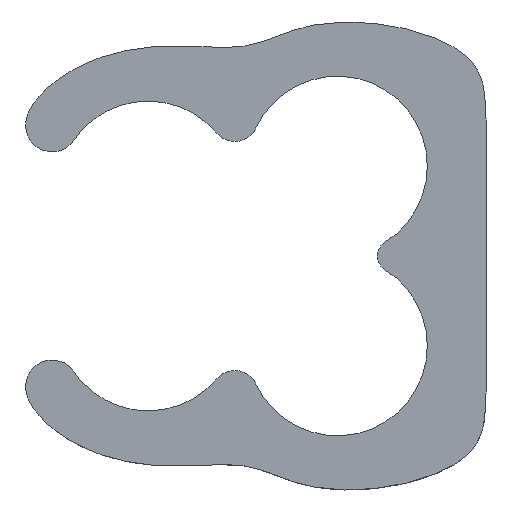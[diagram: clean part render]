
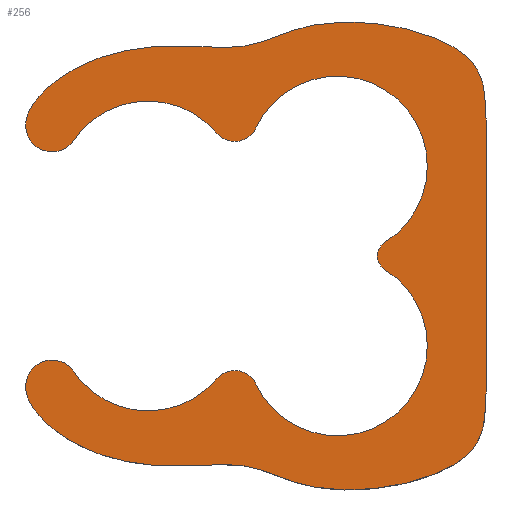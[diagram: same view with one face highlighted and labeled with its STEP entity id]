
A CAD part, left-side view. The second image highlights one B-rep face of the part: STEP entity #256.
In plain terms, the highlighted planar face has unit normal (-1, 0, 0).
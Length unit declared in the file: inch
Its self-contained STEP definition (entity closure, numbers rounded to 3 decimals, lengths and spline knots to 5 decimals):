
#21=PLANE('',#301);
#22=(
BOUNDED_CURVE()
B_SPLINE_CURVE(5,(#497,#498,#499,#500,#501,#502,#503,#504,#505,#506,#507,
#508,#509,#510,#511,#512,#513,#514,#515,#516,#517,#518,#519,#520,#521,#522,
#523,#524,#525,#526),.UNSPECIFIED.,.F.,.F.)
B_SPLINE_CURVE_WITH_KNOTS((6,1,1,1,1,1,1,1,1,1,1,1,1,1,1,1,1,1,1,1,1,1,
1,1,1,6),(0.,0.04,0.08,0.12,0.16,0.2,0.24,0.28,0.32,0.36,0.4,0.44,0.48,
0.52,0.56,0.6,0.64,0.68,0.72,0.76,0.8,0.84,0.88,0.92,0.96,1.),
 .UNSPECIFIED.)
CURVE()
GEOMETRIC_REPRESENTATION_ITEM()
RATIONAL_B_SPLINE_CURVE((1.,1.,1.,1.,1.,1.,1.,1.,1.,1.,1.,1.,1.,1.,1.,1.,
1.,1.,1.,1.,1.,1.,1.,1.,1.,1.,1.,1.,1.,1.))
REPRESENTATION_ITEM('')
);
#24=(
BOUNDED_CURVE()
B_SPLINE_CURVE(5,(#626,#627,#628,#629,#630,#631,#632,#633,#634,#635,#636,
#637,#638,#639,#640,#641,#642,#643,#644,#645,#646,#647,#648,#649,#650,#651,
#652,#653,#654,#655),.UNSPECIFIED.,.F.,.F.)
B_SPLINE_CURVE_WITH_KNOTS((6,1,1,1,1,1,1,1,1,1,1,1,1,1,1,1,1,1,1,1,1,1,
1,1,1,6),(0.,0.04,0.08,0.12,0.16,0.2,0.24,0.28,0.32,0.36,0.4,0.44,0.48,
0.52,0.56,0.6,0.64,0.68,0.72,0.76,0.8,0.84,0.88,0.92,0.96,1.),
 .UNSPECIFIED.)
CURVE()
GEOMETRIC_REPRESENTATION_ITEM()
RATIONAL_B_SPLINE_CURVE((1.,1.,1.,1.,1.,1.,1.,1.,1.,1.,1.,1.,1.,1.,1.,1.,
1.,1.,1.,1.,1.,1.,1.,1.,1.,1.,1.,1.,1.,1.))
REPRESENTATION_ITEM('')
);
#41=FACE_OUTER_BOUND('',#55,.T.);
#55=EDGE_LOOP('',(#222,#223,#224,#225,#226,#227,#228,#229,#230,#231,#232,
#233));
#66=LINE('',#561,#80);
#80=VECTOR('',#367,0.3937);
#84=CIRCLE('',#273,0.08);
#86=CIRCLE('',#276,0.02089);
#88=CIRCLE('',#279,0.08);
#90=CIRCLE('',#282,0.01423);
#92=CIRCLE('',#285,0.08);
#94=CIRCLE('',#288,0.02089);
#96=CIRCLE('',#291,0.08);
#98=CIRCLE('',#294,0.02356);
#100=CIRCLE('',#298,0.02356);
#102=VERTEX_POINT('',#386);
#103=VERTEX_POINT('',#387);
#106=VERTEX_POINT('',#395);
#108=VERTEX_POINT('',#401);
#110=VERTEX_POINT('',#407);
#112=VERTEX_POINT('',#413);
#114=VERTEX_POINT('',#419);
#116=VERTEX_POINT('',#425);
#118=VERTEX_POINT('',#431);
#120=VERTEX_POINT('',#496);
#122=VERTEX_POINT('',#560);
#124=VERTEX_POINT('',#625);
#126=EDGE_CURVE('',#102,#103,#84,.T.);
#130=EDGE_CURVE('',#106,#103,#86,.T.);
#133=EDGE_CURVE('',#106,#108,#88,.T.);
#136=EDGE_CURVE('',#110,#108,#90,.T.);
#139=EDGE_CURVE('',#110,#112,#92,.T.);
#142=EDGE_CURVE('',#114,#112,#94,.T.);
#145=EDGE_CURVE('',#114,#116,#96,.T.);
#148=EDGE_CURVE('',#118,#116,#98,.T.);
#151=EDGE_CURVE('',#118,#120,#22,.T.);
#154=EDGE_CURVE('',#122,#120,#66,.T.);
#157=EDGE_CURVE('',#124,#122,#24,.T.);
#160=EDGE_CURVE('',#102,#124,#100,.T.);
#222=ORIENTED_EDGE('',*,*,#160,.F.);
#223=ORIENTED_EDGE('',*,*,#126,.T.);
#224=ORIENTED_EDGE('',*,*,#130,.F.);
#225=ORIENTED_EDGE('',*,*,#133,.T.);
#226=ORIENTED_EDGE('',*,*,#136,.F.);
#227=ORIENTED_EDGE('',*,*,#139,.T.);
#228=ORIENTED_EDGE('',*,*,#142,.F.);
#229=ORIENTED_EDGE('',*,*,#145,.T.);
#230=ORIENTED_EDGE('',*,*,#148,.F.);
#231=ORIENTED_EDGE('',*,*,#151,.T.);
#232=ORIENTED_EDGE('',*,*,#154,.F.);
#233=ORIENTED_EDGE('',*,*,#157,.F.);
#256=ADVANCED_FACE('',(#41),#21,.F.);
#273=AXIS2_PLACEMENT_3D('',#388,#309,#310);
#276=AXIS2_PLACEMENT_3D('',#396,#317,#318);
#279=AXIS2_PLACEMENT_3D('',#402,#324,#325);
#282=AXIS2_PLACEMENT_3D('',#408,#331,#332);
#285=AXIS2_PLACEMENT_3D('',#414,#338,#339);
#288=AXIS2_PLACEMENT_3D('',#420,#345,#346);
#291=AXIS2_PLACEMENT_3D('',#426,#352,#353);
#294=AXIS2_PLACEMENT_3D('',#432,#359,#360);
#298=AXIS2_PLACEMENT_3D('',#689,#373,#374);
#301=AXIS2_PLACEMENT_3D('',#692,#379,#380);
#309=DIRECTION('center_axis',(1.,0.,0.));
#310=DIRECTION('ref_axis',(0.,0.843,0.538));
#317=DIRECTION('center_axis',(1.,0.,0.));
#318=DIRECTION('ref_axis',(0.,-0.906,-0.424));
#324=DIRECTION('center_axis',(1.,0.,0.));
#325=DIRECTION('ref_axis',(0.,0.906,0.424));
#331=DIRECTION('center_axis',(1.,0.,0.));
#332=DIRECTION('ref_axis',(0.,0.528,-0.849));
#338=DIRECTION('center_axis',(1.,0.,0.));
#339=DIRECTION('ref_axis',(0.,-0.528,0.849));
#345=DIRECTION('center_axis',(1.,0.,0.));
#346=DIRECTION('ref_axis',(0.,0.765,0.644));
#352=DIRECTION('center_axis',(1.,0.,0.));
#353=DIRECTION('ref_axis',(0.,-0.765,-0.644));
#359=DIRECTION('center_axis',(1.,0.,0.));
#360=DIRECTION('ref_axis',(0.,0.998,0.069));
#367=DIRECTION('',(0.,0.,-1.));
#373=DIRECTION('center_axis',(1.,0.,0.));
#374=DIRECTION('ref_axis',(0.,-0.756,-0.655));
#379=DIRECTION('center_axis',(1.,0.,0.));
#380=DIRECTION('ref_axis',(0.,0.,-1.));
#386=CARTESIAN_POINT('',(0.,0.06599,0.18084));
#387=CARTESIAN_POINT('',(0.,-0.06265,0.18934));
#388=CARTESIAN_POINT('Origin',(0.,-0.00145,0.13781));
#395=CARTESIAN_POINT('',(0.,-0.09755,0.19393));
#396=CARTESIAN_POINT('Origin',(0.,-0.07863,0.2028));
#401=CARTESIAN_POINT('',(0.,-0.21227,0.09208));
#402=CARTESIAN_POINT('Origin',(0.,-0.17,0.16));
#407=CARTESIAN_POINT('',(0.,-0.21227,0.06792));
#408=CARTESIAN_POINT('Origin',(0.,-0.21979,0.08));
#413=CARTESIAN_POINT('',(0.,-0.09755,-0.03393));
#414=CARTESIAN_POINT('Origin',(0.,-0.17,0.));
#419=CARTESIAN_POINT('',(0.,-0.06265,-0.02934));
#420=CARTESIAN_POINT('Origin',(0.,-0.07863,-0.0428));
#425=CARTESIAN_POINT('',(0.,0.06618,-0.02053));
#426=CARTESIAN_POINT('Origin',(0.,-0.00145,0.02219));
#431=CARTESIAN_POINT('',(0.,0.1073,-0.03457));
#432=CARTESIAN_POINT('Origin',(0.,0.08379,-0.03619));
#496=CARTESIAN_POINT('',(0.,-0.30247,-0.03472));
#497=CARTESIAN_POINT('Ctrl Pts',(0.,0.1073,-0.03457));
#498=CARTESIAN_POINT('Ctrl Pts',(0.,0.10747,-0.03727));
#499=CARTESIAN_POINT('Ctrl Pts',(0.,0.10705,-0.04281));
#500=CARTESIAN_POINT('Ctrl Pts',(0.,0.1041,-0.05149));
#501=CARTESIAN_POINT('Ctrl Pts',(0.,0.09571,-0.06357));
#502=CARTESIAN_POINT('Ctrl Pts',(0.,0.07895,-0.07822));
#503=CARTESIAN_POINT('Ctrl Pts',(0.,0.05748,-0.09087));
#504=CARTESIAN_POINT('Ctrl Pts',(0.,0.03312,-0.10019));
#505=CARTESIAN_POINT('Ctrl Pts',(0.,0.00769,-0.10547));
#506=CARTESIAN_POINT('Ctrl Pts',(0.,-0.01721,-0.10719));
#507=CARTESIAN_POINT('Ctrl Pts',(0.,-0.04028,-0.10664));
#508=CARTESIAN_POINT('Ctrl Pts',(0.,-0.06067,-0.10548));
#509=CARTESIAN_POINT('Ctrl Pts',(0.,-0.07807,-0.10529));
#510=CARTESIAN_POINT('Ctrl Pts',(0.,-0.09282,-0.10723));
#511=CARTESIAN_POINT('Ctrl Pts',(0.,-0.10608,-0.11146));
#512=CARTESIAN_POINT('Ctrl Pts',(0.,-0.11968,-0.11713));
#513=CARTESIAN_POINT('Ctrl Pts',(0.,-0.13547,-0.1229));
#514=CARTESIAN_POINT('Ctrl Pts',(0.,-0.15486,-0.12727));
#515=CARTESIAN_POINT('Ctrl Pts',(0.,-0.1782,-0.12903));
#516=CARTESIAN_POINT('Ctrl Pts',(0.,-0.20428,-0.12763));
#517=CARTESIAN_POINT('Ctrl Pts',(0.,-0.23094,-0.12303));
#518=CARTESIAN_POINT('Ctrl Pts',(0.,-0.25559,-0.11556));
#519=CARTESIAN_POINT('Ctrl Pts',(0.,-0.27586,-0.10572));
#520=CARTESIAN_POINT('Ctrl Pts',(0.,-0.29011,-0.09406));
#521=CARTESIAN_POINT('Ctrl Pts',(0.,-0.29813,-0.08102));
#522=CARTESIAN_POINT('Ctrl Pts',(0.,-0.30142,-0.0668));
#523=CARTESIAN_POINT('Ctrl Pts',(0.,-0.30201,-0.05453));
#524=CARTESIAN_POINT('Ctrl Pts',(0.,-0.30222,-0.04483));
#525=CARTESIAN_POINT('Ctrl Pts',(0.,-0.30238,-0.03813));
#526=CARTESIAN_POINT('Ctrl Pts',(0.,-0.30247,-0.03472));
#560=CARTESIAN_POINT('',(0.,-0.30247,0.19472));
#561=CARTESIAN_POINT('',(0.,-0.30247,0.19472));
#625=CARTESIAN_POINT('',(0.,0.1073,0.19457));
#626=CARTESIAN_POINT('Ctrl Pts',(0.,0.1073,0.19457));
#627=CARTESIAN_POINT('Ctrl Pts',(0.,0.10747,0.19727));
#628=CARTESIAN_POINT('Ctrl Pts',(0.,0.10705,0.20281));
#629=CARTESIAN_POINT('Ctrl Pts',(0.,0.1041,0.21149));
#630=CARTESIAN_POINT('Ctrl Pts',(0.,0.09571,0.22357));
#631=CARTESIAN_POINT('Ctrl Pts',(0.,0.07895,0.23822));
#632=CARTESIAN_POINT('Ctrl Pts',(0.,0.05748,0.25087));
#633=CARTESIAN_POINT('Ctrl Pts',(0.,0.03312,0.26019));
#634=CARTESIAN_POINT('Ctrl Pts',(0.,0.00769,0.26547));
#635=CARTESIAN_POINT('Ctrl Pts',(0.,-0.01721,0.26719));
#636=CARTESIAN_POINT('Ctrl Pts',(0.,-0.04028,0.26664));
#637=CARTESIAN_POINT('Ctrl Pts',(0.,-0.06067,0.26548));
#638=CARTESIAN_POINT('Ctrl Pts',(0.,-0.07807,0.26529));
#639=CARTESIAN_POINT('Ctrl Pts',(0.,-0.09282,0.26723));
#640=CARTESIAN_POINT('Ctrl Pts',(0.,-0.10608,0.27146));
#641=CARTESIAN_POINT('Ctrl Pts',(0.,-0.11968,0.27713));
#642=CARTESIAN_POINT('Ctrl Pts',(0.,-0.13547,0.2829));
#643=CARTESIAN_POINT('Ctrl Pts',(0.,-0.15486,0.28727));
#644=CARTESIAN_POINT('Ctrl Pts',(0.,-0.1782,0.28903));
#645=CARTESIAN_POINT('Ctrl Pts',(0.,-0.20428,0.28763));
#646=CARTESIAN_POINT('Ctrl Pts',(0.,-0.23094,0.28303));
#647=CARTESIAN_POINT('Ctrl Pts',(0.,-0.25559,0.27556));
#648=CARTESIAN_POINT('Ctrl Pts',(0.,-0.27586,0.26572));
#649=CARTESIAN_POINT('Ctrl Pts',(0.,-0.29011,0.25406));
#650=CARTESIAN_POINT('Ctrl Pts',(0.,-0.29813,0.24102));
#651=CARTESIAN_POINT('Ctrl Pts',(0.,-0.30142,0.2268));
#652=CARTESIAN_POINT('Ctrl Pts',(0.,-0.30201,0.21453));
#653=CARTESIAN_POINT('Ctrl Pts',(0.,-0.30222,0.20483));
#654=CARTESIAN_POINT('Ctrl Pts',(0.,-0.30238,0.19813));
#655=CARTESIAN_POINT('Ctrl Pts',(0.,-0.30247,0.19472));
#689=CARTESIAN_POINT('Origin',(0.,0.0838,0.19627));
#692=CARTESIAN_POINT('Origin',(0.,-0.0975,0.08));
